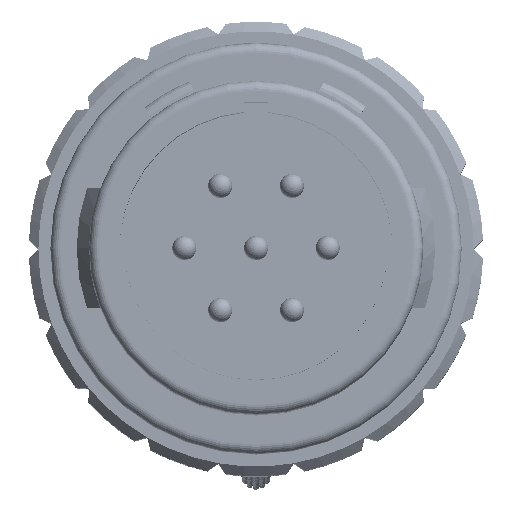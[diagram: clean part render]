
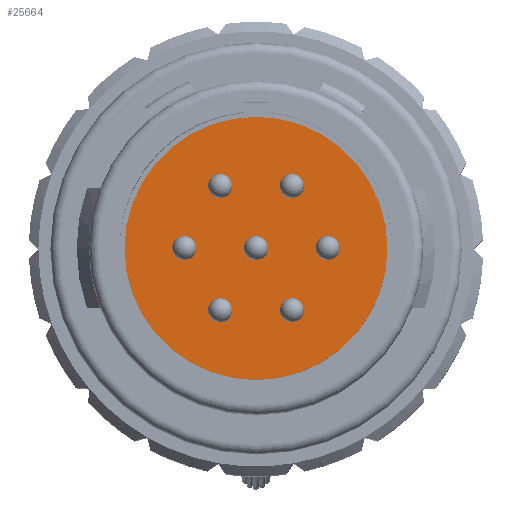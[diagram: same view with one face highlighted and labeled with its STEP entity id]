
A CAD part, top view. The second image highlights one B-rep face of the part: STEP entity #25664.
In plain terms, the highlighted planar face has unit normal (0, 0, 1).
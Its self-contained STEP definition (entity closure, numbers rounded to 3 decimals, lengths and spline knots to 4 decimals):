
#3986=FACE_BOUND('',#5483,.T.);
#3987=FACE_BOUND('',#5484,.T.);
#3988=FACE_BOUND('',#5485,.T.);
#3989=FACE_BOUND('',#5486,.T.);
#3990=FACE_BOUND('',#5487,.T.);
#3991=FACE_BOUND('',#5488,.T.);
#3992=FACE_BOUND('',#5489,.T.);
#4071=FACE_OUTER_BOUND('',#5482,.T.);
#5482=EDGE_LOOP('',(#15743));
#5483=EDGE_LOOP('',(#15744));
#5484=EDGE_LOOP('',(#15745));
#5485=EDGE_LOOP('',(#15746));
#5486=EDGE_LOOP('',(#15747));
#5487=EDGE_LOOP('',(#15748));
#5488=EDGE_LOOP('',(#15749));
#5489=EDGE_LOOP('',(#15750));
#6978=CIRCLE('',#27271,2.75);
#6979=CIRCLE('',#27272,0.25);
#6980=CIRCLE('',#27273,0.25);
#6981=CIRCLE('',#27274,0.25);
#6982=CIRCLE('',#27275,0.25);
#6983=CIRCLE('',#27276,0.25);
#6984=CIRCLE('',#27277,0.25);
#6985=CIRCLE('',#27278,0.25);
#8799=VERTEX_POINT('',#36003);
#8800=VERTEX_POINT('',#36005);
#8801=VERTEX_POINT('',#36007);
#8802=VERTEX_POINT('',#36009);
#8803=VERTEX_POINT('',#36011);
#8804=VERTEX_POINT('',#36013);
#8805=VERTEX_POINT('',#36015);
#8806=VERTEX_POINT('',#36017);
#11429=EDGE_CURVE('',#8799,#8799,#6978,.T.);
#11430=EDGE_CURVE('',#8800,#8800,#6979,.T.);
#11431=EDGE_CURVE('',#8801,#8801,#6980,.T.);
#11432=EDGE_CURVE('',#8802,#8802,#6981,.T.);
#11433=EDGE_CURVE('',#8803,#8803,#6982,.T.);
#11434=EDGE_CURVE('',#8804,#8804,#6983,.T.);
#11435=EDGE_CURVE('',#8805,#8805,#6984,.T.);
#11436=EDGE_CURVE('',#8806,#8806,#6985,.T.);
#15743=ORIENTED_EDGE('',*,*,#11429,.T.);
#15744=ORIENTED_EDGE('',*,*,#11430,.F.);
#15745=ORIENTED_EDGE('',*,*,#11431,.F.);
#15746=ORIENTED_EDGE('',*,*,#11432,.F.);
#15747=ORIENTED_EDGE('',*,*,#11433,.F.);
#15748=ORIENTED_EDGE('',*,*,#11434,.F.);
#15749=ORIENTED_EDGE('',*,*,#11435,.F.);
#15750=ORIENTED_EDGE('',*,*,#11436,.F.);
#24371=PLANE('',#27270);
#25664=ADVANCED_FACE('',(#4071,#3986,#3987,#3988,#3989,#3990,#3991,#3992),
#24371,.T.);
#27270=AXIS2_PLACEMENT_3D('',#36002,#30025,#30026);
#27271=AXIS2_PLACEMENT_3D('',#36004,#30027,#30028);
#27272=AXIS2_PLACEMENT_3D('',#36006,#30029,#30030);
#27273=AXIS2_PLACEMENT_3D('',#36008,#30031,#30032);
#27274=AXIS2_PLACEMENT_3D('',#36010,#30033,#30034);
#27275=AXIS2_PLACEMENT_3D('',#36012,#30035,#30036);
#27276=AXIS2_PLACEMENT_3D('',#36014,#30037,#30038);
#27277=AXIS2_PLACEMENT_3D('',#36016,#30039,#30040);
#27278=AXIS2_PLACEMENT_3D('',#36018,#30041,#30042);
#30025=DIRECTION('center_axis',(0.,0.,1.));
#30026=DIRECTION('ref_axis',(1.,0.,0.));
#30027=DIRECTION('center_axis',(0.,0.,1.));
#30028=DIRECTION('ref_axis',(-1.,0.,0.));
#30029=DIRECTION('center_axis',(0.,0.,1.));
#30030=DIRECTION('ref_axis',(-1.,0.,0.));
#30031=DIRECTION('center_axis',(0.,0.,1.));
#30032=DIRECTION('ref_axis',(-1.,0.,0.));
#30033=DIRECTION('center_axis',(0.,0.,1.));
#30034=DIRECTION('ref_axis',(-1.,0.,0.));
#30035=DIRECTION('center_axis',(0.,0.,1.));
#30036=DIRECTION('ref_axis',(-1.,0.,0.));
#30037=DIRECTION('center_axis',(0.,0.,1.));
#30038=DIRECTION('ref_axis',(-1.,0.,0.));
#30039=DIRECTION('center_axis',(0.,0.,1.));
#30040=DIRECTION('ref_axis',(-1.,0.,0.));
#30041=DIRECTION('center_axis',(0.,0.,1.));
#30042=DIRECTION('ref_axis',(-1.,0.,0.));
#36002=CARTESIAN_POINT('Origin',(0.,0.,16.5));
#36003=CARTESIAN_POINT('',(2.75,0.,16.5));
#36004=CARTESIAN_POINT('Origin',(0.,0.,16.5));
#36005=CARTESIAN_POINT('',(-1.25,0.,16.5));
#36006=CARTESIAN_POINT('Origin',(-1.5,0.,16.5));
#36007=CARTESIAN_POINT('',(-0.5,-1.299,16.5));
#36008=CARTESIAN_POINT('Origin',(-0.75,-1.299,16.5));
#36009=CARTESIAN_POINT('',(0.25,0.,16.5));
#36010=CARTESIAN_POINT('Origin',(0.,0.,16.5));
#36011=CARTESIAN_POINT('',(-0.5,1.299,16.5));
#36012=CARTESIAN_POINT('Origin',(-0.75,1.299,16.5));
#36013=CARTESIAN_POINT('',(1.,1.299,16.5));
#36014=CARTESIAN_POINT('Origin',(0.75,1.299,16.5));
#36015=CARTESIAN_POINT('',(1.75,0.,16.5));
#36016=CARTESIAN_POINT('Origin',(1.5,0.,16.5));
#36017=CARTESIAN_POINT('',(1.,-1.299,16.5));
#36018=CARTESIAN_POINT('Origin',(0.75,-1.299,16.5));
